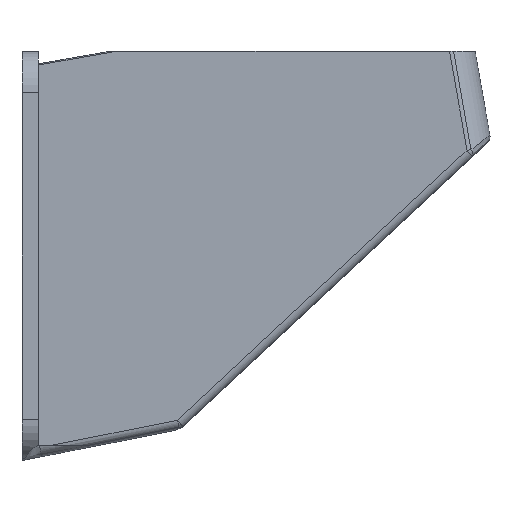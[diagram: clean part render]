
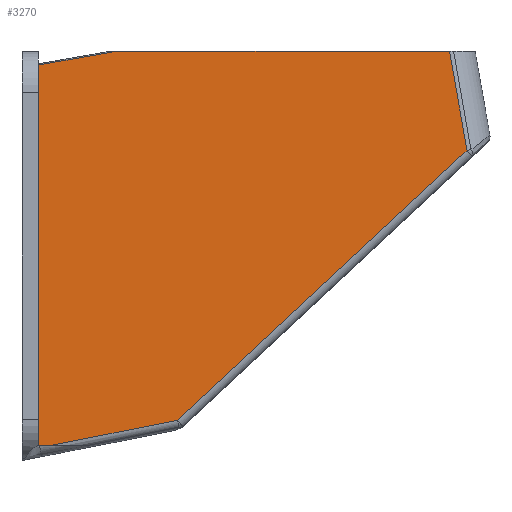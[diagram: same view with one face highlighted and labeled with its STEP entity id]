
A CAD part, left-side view. The second image highlights one B-rep face of the part: STEP entity #3270.
In plain terms, the highlighted planar face has unit normal (-1, 0, 0).
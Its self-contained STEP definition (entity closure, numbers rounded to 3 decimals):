
#22 = FACE_OUTER_BOUND ( 'NONE', #2342, .T. ) ;
#58 = CARTESIAN_POINT ( 'NONE',  ( -24.4, -36.266, -6.958 ) ) ;
#97 = CARTESIAN_POINT ( 'NONE',  ( -24.4, -20.101, 35.561 ) ) ;
#209 = VERTEX_POINT ( 'NONE', #2900 ) ;
#418 = AXIS2_PLACEMENT_3D ( 'NONE', #6508, #2989, #6624 ) ;
#565 = CARTESIAN_POINT ( 'NONE',  ( -24.4, -20., -10.759 ) ) ;
#619 = DIRECTION ( 'NONE',  ( 0., 0.174, 0.985 ) ) ;
#638 = CARTESIAN_POINT ( 'NONE',  ( -24.4, -18., 37.2 ) ) ;
#889 = VERTEX_POINT ( 'NONE', #1908 ) ;
#933 = VECTOR ( 'NONE', #4852, 1000. ) ;
#1014 = CARTESIAN_POINT ( 'NONE',  ( -24.4, -36.924, -7.711 ) ) ;
#1161 = ORIENTED_EDGE ( 'NONE', *, *, #7289, .T. ) ;
#1169 = AXIS2_PLACEMENT_3D ( 'NONE', #58, #2099, #5228 ) ;
#1237 = CARTESIAN_POINT ( 'NONE',  ( -24.4, -21.021, -22.542 ) ) ;
#1320 = VERTEX_POINT ( 'NONE', #4843 ) ;
#1506 = CARTESIAN_POINT ( 'NONE',  ( -24.4, -72.168, 25.153 ) ) ;
#1558 = VERTEX_POINT ( 'NONE', #1506 ) ;
#1626 = CARTESIAN_POINT ( 'NONE',  ( -24.4, -129.621, 54.873 ) ) ;
#1908 = CARTESIAN_POINT ( 'NONE',  ( -24.4, -36.948, -7.69 ) ) ;
#1956 = VECTOR ( 'NONE', #4240, 1000. ) ;
#2099 = DIRECTION ( 'NONE',  ( -1., 0., 0. ) ) ;
#2342 = EDGE_LOOP ( 'NONE', ( #7129, #3969, #6574, #3134, #5683, #1161, #7300, #7710, #5068 ) ) ;
#2470 = LINE ( 'NONE', #638, #1956 ) ;
#2900 = CARTESIAN_POINT ( 'NONE',  ( -24.4, -20.15, 35.57 ) ) ;
#2938 = EDGE_CURVE ( 'NONE', #209, #4980, #4061, .T. ) ;
#2984 = DIRECTION ( 'NONE',  ( 0., 0., -1. ) ) ;
#2989 = DIRECTION ( 'NONE',  ( -1., 0., 0. ) ) ;
#3017 = EDGE_CURVE ( 'NONE', #3052, #7761, #4263, .T. ) ;
#3034 = CARTESIAN_POINT ( 'NONE',  ( -24.4, -74.293, 13.1 ) ) ;
#3052 = VERTEX_POINT ( 'NONE', #4828 ) ;
#3134 = ORIENTED_EDGE ( 'NONE', *, *, #2938, .F. ) ;
#3270 = ADVANCED_FACE ( 'NONE', ( #22 ), #3611, .T. ) ;
#3306 = B_SPLINE_CURVE_WITH_KNOTS ( 'NONE', 3,
 ( #4331, #97, #4289, #6702 ),
 .UNSPECIFIED., .F., .F.,
 ( 4, 4 ),
 ( 0., 0. ),
 .UNSPECIFIED. ) ;
#3321 = DIRECTION ( 'NONE',  ( 0., -0.981, 0.194 ) ) ;
#3323 = CARTESIAN_POINT ( 'NONE',  ( -24.4, -29.394, 37.2 ) ) ;
#3417 = EDGE_CURVE ( 'NONE', #5060, #889, #7489, .T. ) ;
#3611 = PLANE ( 'NONE',  #418 ) ;
#3647 = CARTESIAN_POINT ( 'NONE',  ( -24.4, -20., 35.557 ) ) ;
#3969 = ORIENTED_EDGE ( 'NONE', *, *, #4120, .T. ) ;
#4061 = LINE ( 'NONE', #1626, #5105 ) ;
#4120 = EDGE_CURVE ( 'NONE', #1558, #1320, #5336, .T. ) ;
#4240 = DIRECTION ( 'NONE',  ( 0., 1., 0. ) ) ;
#4243 = LINE ( 'NONE', #1237, #933 ) ;
#4263 = LINE ( 'NONE', #4787, #6735 ) ;
#4289 = CARTESIAN_POINT ( 'NONE',  ( -24.4, -20.051, 35.557 ) ) ;
#4331 = CARTESIAN_POINT ( 'NONE',  ( -24.4, -20.15, 35.57 ) ) ;
#4787 = CARTESIAN_POINT ( 'NONE',  ( -24.4, -20., -10.759 ) ) ;
#4828 = CARTESIAN_POINT ( 'NONE',  ( -24.4, -20., -10.759 ) ) ;
#4843 = CARTESIAN_POINT ( 'NONE',  ( -24.4, -70.043, 37.2 ) ) ;
#4852 = DIRECTION ( 'NONE',  ( 0., -0.731, 0.682 ) ) ;
#4922 = EDGE_CURVE ( 'NONE', #889, #1558, #4243, .T. ) ;
#4980 = VERTEX_POINT ( 'NONE', #3323 ) ;
#5060 = VERTEX_POINT ( 'NONE', #1014 ) ;
#5068 = ORIENTED_EDGE ( 'NONE', *, *, #3417, .T. ) ;
#5105 = VECTOR ( 'NONE', #6441, 1000. ) ;
#5228 = DIRECTION ( 'NONE',  ( 0., 0., 1. ) ) ;
#5336 = LINE ( 'NONE', #3034, #6596 ) ;
#5683 = ORIENTED_EDGE ( 'NONE', *, *, #7267, .T. ) ;
#5734 = EDGE_CURVE ( 'NONE', #7761, #5060, #7439, .T. ) ;
#6251 = VECTOR ( 'NONE', #2984, 1000. ) ;
#6296 = CARTESIAN_POINT ( 'NONE',  ( -24.4, -2.847, -14.433 ) ) ;
#6441 = DIRECTION ( 'NONE',  ( 0., -0.985, 0.174 ) ) ;
#6508 = CARTESIAN_POINT ( 'NONE',  ( -24.4, 0., 0. ) ) ;
#6574 = ORIENTED_EDGE ( 'NONE', *, *, #7666, .T. ) ;
#6596 = VECTOR ( 'NONE', #619, 1000. ) ;
#6624 = DIRECTION ( 'NONE',  ( 0., 0., 1. ) ) ;
#6702 = CARTESIAN_POINT ( 'NONE',  ( -24.4, -20., 35.557 ) ) ;
#6735 = VECTOR ( 'NONE', #7189, 1000. ) ;
#7129 = ORIENTED_EDGE ( 'NONE', *, *, #4922, .T. ) ;
#7189 = DIRECTION ( 'NONE',  ( 0., -1., 0. ) ) ;
#7250 = LINE ( 'NONE', #565, #6251 ) ;
#7267 = EDGE_CURVE ( 'NONE', #209, #7369, #3306, .T. ) ;
#7289 = EDGE_CURVE ( 'NONE', #7369, #3052, #7250, .T. ) ;
#7300 = ORIENTED_EDGE ( 'NONE', *, *, #3017, .T. ) ;
#7369 = VERTEX_POINT ( 'NONE', #3647 ) ;
#7439 = LINE ( 'NONE', #6296, #7735 ) ;
#7489 = CIRCLE ( 'NONE', #1169, 1. ) ;
#7666 = EDGE_CURVE ( 'NONE', #1320, #4980, #2470, .T. ) ;
#7710 = ORIENTED_EDGE ( 'NONE', *, *, #5734, .T. ) ;
#7735 = VECTOR ( 'NONE', #3321, 1000. ) ;
#7761 = VERTEX_POINT ( 'NONE', #7789 ) ;
#7789 = CARTESIAN_POINT ( 'NONE',  ( -24.4, -21.475, -10.759 ) ) ;
